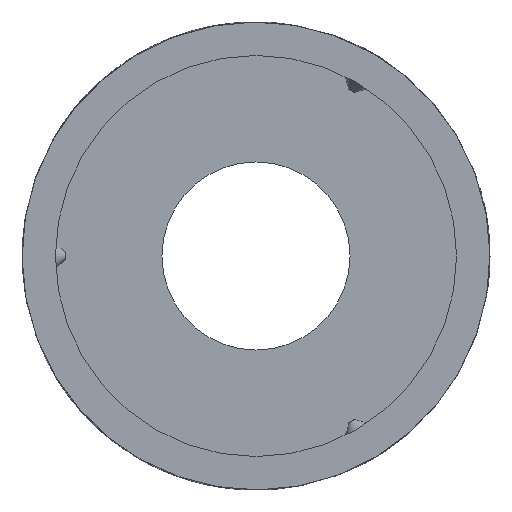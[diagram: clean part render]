
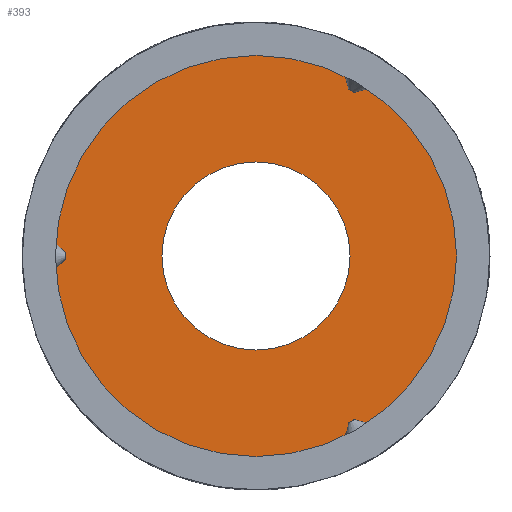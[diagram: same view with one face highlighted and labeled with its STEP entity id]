
A CAD part, left-side view. The second image highlights one B-rep face of the part: STEP entity #393.
In plain terms, the highlighted planar face has unit normal (-1, 0, 0).
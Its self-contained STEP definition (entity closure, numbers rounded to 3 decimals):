
#222=PLANE('',#3150);
#393=ADVANCED_FACE('',(#637,#638),#222,.T.);
#525=CIRCLE('',#3148,11.25);
#526=CIRCLE('',#3149,24.);
#637=FACE_BOUND('',#832,.T.);
#638=FACE_BOUND('',#833,.T.);
#832=EDGE_LOOP('',(#1647));
#833=EDGE_LOOP('',(#1648));
#1647=ORIENTED_EDGE('',*,*,#2621,.T.);
#1648=ORIENTED_EDGE('',*,*,#2622,.F.);
#2186=VERTEX_POINT('',#6362);
#2187=VERTEX_POINT('',#6364);
#2621=EDGE_CURVE('',#2186,#2186,#525,.T.);
#2622=EDGE_CURVE('',#2187,#2187,#526,.T.);
#3148=AXIS2_PLACEMENT_3D('',#6361,#3366,#3367);
#3149=AXIS2_PLACEMENT_3D('',#6363,#3368,#3369);
#3150=AXIS2_PLACEMENT_3D('',#6365,#3370,#3371);
#3366=DIRECTION('',(1.,0.,0.));
#3367=DIRECTION('',(0.,1.,0.));
#3368=DIRECTION('',(1.,0.,0.));
#3369=DIRECTION('',(0.,1.,0.));
#3370=DIRECTION('',(-1.,0.,0.));
#3371=DIRECTION('',(0.,1.,0.));
#6361=CARTESIAN_POINT('',(-19.52,0.,0.));
#6362=CARTESIAN_POINT('',(-19.52,11.25,0.));
#6363=CARTESIAN_POINT('',(-19.52,0.,0.));
#6364=CARTESIAN_POINT('',(-19.52,24.,0.));
#6365=CARTESIAN_POINT('',(-19.52,-26.4,26.4));
